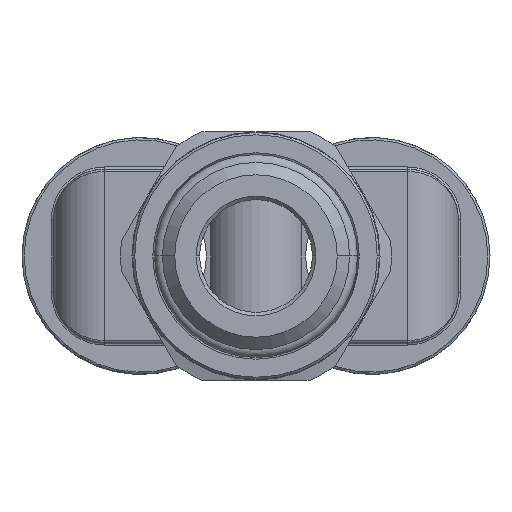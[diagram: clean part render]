
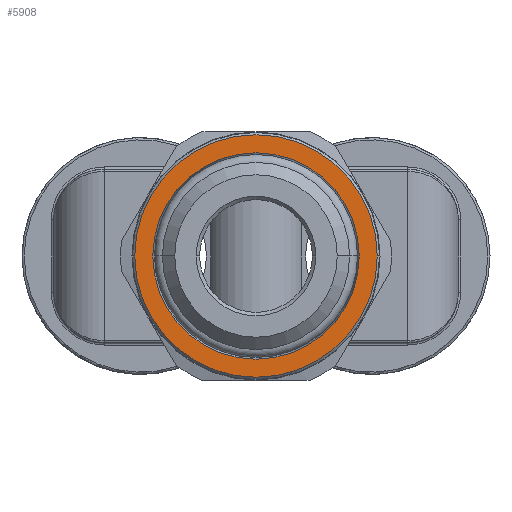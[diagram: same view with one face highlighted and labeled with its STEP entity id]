
A CAD part, front view. The second image highlights one B-rep face of the part: STEP entity #5908.
In plain terms, the highlighted planar face has unit normal (0, -1, 0).
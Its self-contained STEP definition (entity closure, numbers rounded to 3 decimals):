
#1254=CARTESIAN_POINT('',(0.,-6.,0.));
#1255=DIRECTION('',(0.,1.,0.));
#1256=DIRECTION('',(1.,0.,0.));
#1257=AXIS2_PLACEMENT_3D('',#1254,#1255,#1256);
#1259=CARTESIAN_POINT('',(0.,-6.,0.));
#1260=DIRECTION('',(0.,1.,0.));
#1261=DIRECTION('',(-1.,0.,0.));
#1262=AXIS2_PLACEMENT_3D('',#1259,#1260,#1261);
#1264=CARTESIAN_POINT('',(0.,-6.,0.));
#1265=DIRECTION('',(0.,-1.,0.));
#1266=DIRECTION('',(1.,0.,0.));
#1267=AXIS2_PLACEMENT_3D('',#1264,#1265,#1266);
#1269=CARTESIAN_POINT('',(0.,-6.,0.));
#1270=DIRECTION('',(0.,-1.,0.));
#1271=DIRECTION('',(-1.,0.,0.));
#1272=AXIS2_PLACEMENT_3D('',#1269,#1270,#1271);
#4203=CARTESIAN_POINT('',(-9.15,-6.,0.));
#4204=VERTEX_POINT('',#4203);
#4207=CARTESIAN_POINT('',(9.15,-6.,0.));
#4208=VERTEX_POINT('',#4207);
#4292=CARTESIAN_POINT('',(10.75,-6.,0.));
#4293=CARTESIAN_POINT('',(-10.75,-6.,0.));
#4294=VERTEX_POINT('',#4292);
#4295=VERTEX_POINT('',#4293);
#5893=CARTESIAN_POINT('',(0.,-6.,0.));
#5894=DIRECTION('',(0.,-1.,0.));
#5895=DIRECTION('',(-1.,0.,0.));
#5896=AXIS2_PLACEMENT_3D('',#5893,#5894,#5895);
#5897=PLANE('',#5896);
#5899=ORIENTED_EDGE('',*,*,#5898,.F.);
#5901=ORIENTED_EDGE('',*,*,#5900,.F.);
#5902=EDGE_LOOP('',(#5899,#5901));
#5903=FACE_OUTER_BOUND('',#5902,.F.);
#5904=ORIENTED_EDGE('',*,*,#5888,.F.);
#5905=ORIENTED_EDGE('',*,*,#5872,.F.);
#5906=EDGE_LOOP('',(#5904,#5905));
#5907=FACE_BOUND('',#5906,.F.);
#5908=ADVANCED_FACE('',(#5903,#5907),#5897,.T.);
#1258=CIRCLE('',#1257,9.15);
#1263=CIRCLE('',#1262,9.15);
#1268=CIRCLE('',#1267,10.75);
#1273=CIRCLE('',#1272,10.75);
#5872=EDGE_CURVE('',#4204,#4208,#1263,.T.);
#5888=EDGE_CURVE('',#4208,#4204,#1258,.T.);
#5898=EDGE_CURVE('',#4294,#4295,#1268,.T.);
#5900=EDGE_CURVE('',#4295,#4294,#1273,.T.);
